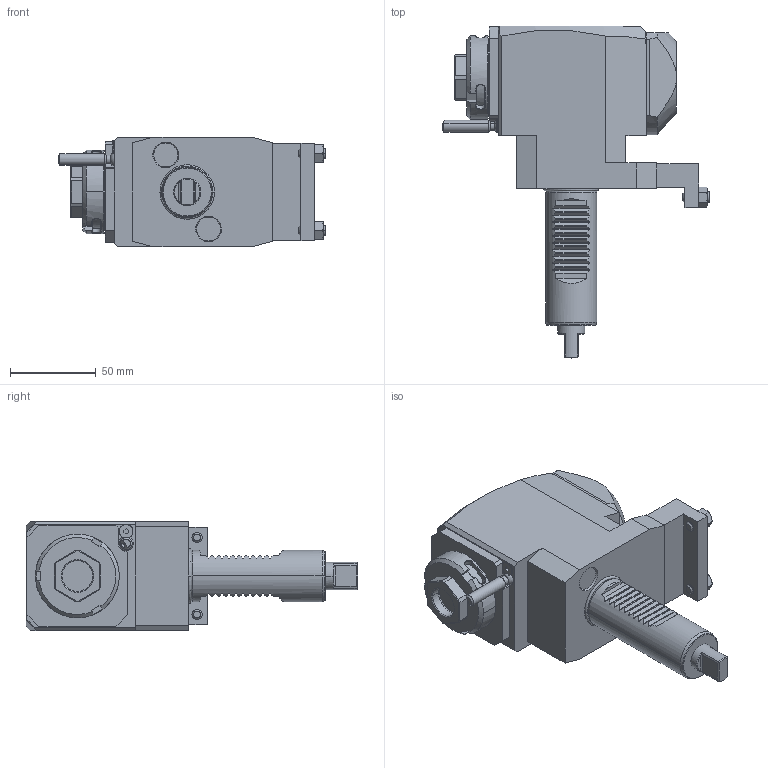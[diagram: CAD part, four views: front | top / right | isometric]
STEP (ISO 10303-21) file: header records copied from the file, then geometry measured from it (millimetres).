
FILE_DESCRIPTION((''),'2;1');
FILE_NAME('NGT1_30_225_25_1_3_65TDMG','2025-07-03T',('vali'),('NOVA GRUP'),'PRO/ENGINEER BY PARAMETRIC TECHNOLOGY CORPORATION, 2010280','PRO/ENGINEER BY PARAMETRIC TECHNOLOGY CORPORATION, 2010280','');
FILE_SCHEMA(('CONFIG_CONTROL_DESIGN'));
Length unit declared in the file: millimetre
Products named in the file (1): NGT1_30_225_25_1_3_65TDMG
Bounding box: 156.38 x 194 x 64 mm (x, y, z)
Volume: 649600 mm3; surface area: 61902.7 mm2
Topology: 1 solids, 1 shells, 406 faces, 1052 edges, 659 vertices
Faces by surface type: plane 228, cylinder 82, cone 70, bspline 18, torus 6, sphere 2
Entity records: 15873 total; most frequent: CARTESIAN_POINT 6515, ORIENTED_EDGE 2080, DIRECTION 1700, EDGE_CURVE 1040, VERTEX_POINT 659, AXIS2_PLACEMENT_3D 577, VECTOR 546, LINE 546
